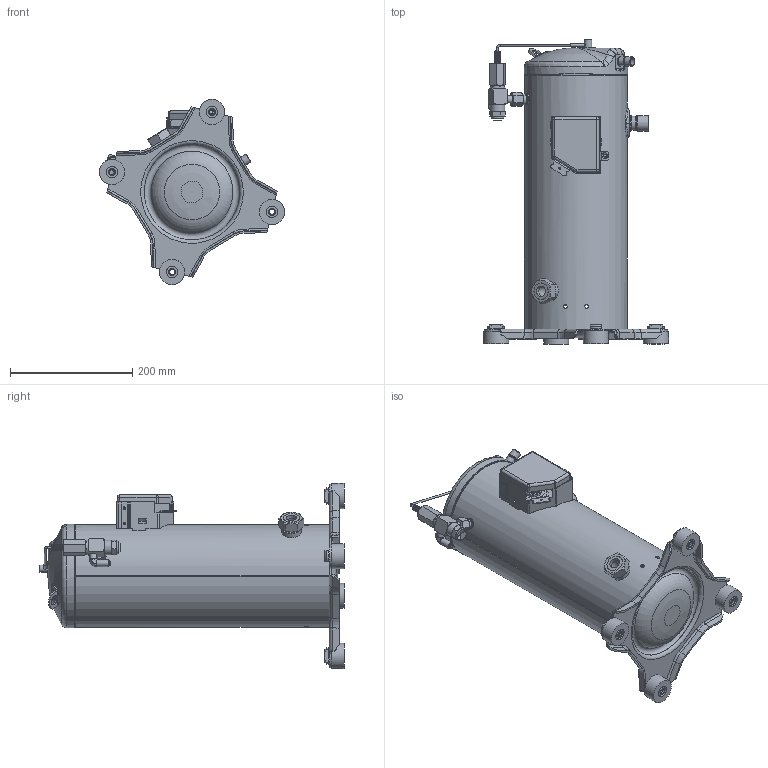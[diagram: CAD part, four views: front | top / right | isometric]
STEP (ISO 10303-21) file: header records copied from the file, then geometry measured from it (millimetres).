
FILE_DESCRIPTION(/* description */ (''),/* implementation_level */ '2;1');
FILE_NAME(/* name */ 'RCL18E4LT8HA.stp',/* time_stamp */ '2022-08-17T15:20:21+03:00',/* author */ ('U403152'),/* organization */ (''),/* preprocessor_version */ 'ST-DEVELOPER v18.1',/* originating_system */ 'Autodesk Inventor 2020',/* authorisation */ '');
FILE_SCHEMA (('AUTOMOTIVE_DESIGN { 1 0 10303 214 3 1 1 }'));
Length unit declared in the file: millimetre
Products named in the file (1): Part1
Bounding box: 302.4 x 496.85 x 302.4 mm (x, y, z)
Volume: 1193561.7 mm3; surface area: 799308.2 mm2
Topology: 5 solids, 10 shells, 1107 faces, 2917 edges, 1918 vertices
Faces by surface type: plane 408, cylinder 322, bspline 196, torus 93, cone 73, sphere 15
Full cylindrical faces by diameter (mm): 3 x4, 3.18 x6, 3.2 x1, 4.5 x2, 5 x5, 6 x7, 7.5 x1, 8.7 x1, 8.78 x4, 11 x3, 11.05 x1, 11.1 x4, 11.55 x1, 12 x3, 12.5 x2, 12.97 x1, 13 x3, 13.6 x1, 14.6 x1, 15 x2, 15.27 x1, 15.4 x1, 15.5 x1, 15.66 x1, 15.9 x1, 16 x2, 16.8 x1, 17 x1, 17.46 x1, 18 x2
Entity records: 71746 total; most frequent: CARTESIAN_POINT 44798, ORIENTED_EDGE 5824, DIRECTION 5543, EDGE_CURVE 2914, AXIS2_PLACEMENT_3D 2236, VERTEX_POINT 1923, CIRCLE 1290, EDGE_LOOP 1267
